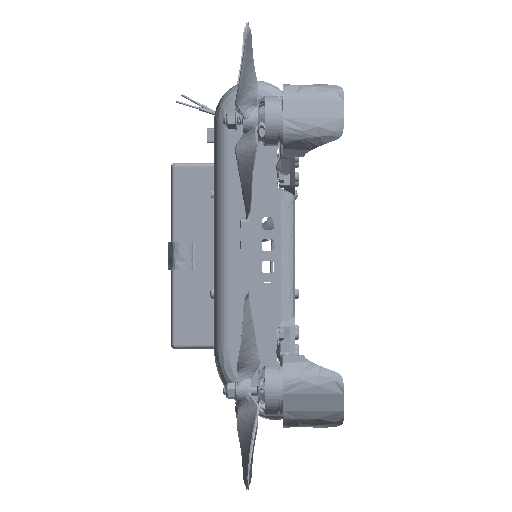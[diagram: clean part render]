
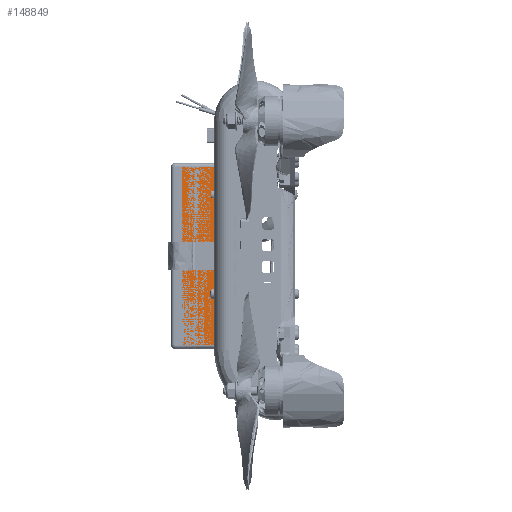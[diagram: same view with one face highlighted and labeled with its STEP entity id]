
A CAD part, left-side view. The second image highlights one B-rep face of the part: STEP entity #148849.
In plain terms, the highlighted free-form (B-spline) face has degree [1, 1] with [2, 2] control points.
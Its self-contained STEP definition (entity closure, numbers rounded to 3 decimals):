
#148849 = ADVANCED_FACE('',(#148850),#148880,.F.);
#148850 = FACE_BOUND('',#148851,.T.);
#148851 = EDGE_LOOP('',(#148852,#148861,#148868,#148875));
#148852 = ORIENTED_EDGE('',*,*,#148853,.T.);
#148853 = EDGE_CURVE('',#148854,#148856,#148858,.T.);
#148854 = VERTEX_POINT('',#148855);
#148855 = CARTESIAN_POINT('',(-24.033,56.548,
    69.978));
#148856 = VERTEX_POINT('',#148857);
#148857 = CARTESIAN_POINT('',(-24.033,84.821,
    69.978));
#148858 = B_SPLINE_CURVE_WITH_KNOTS('',1,(#148859,#148860),
  .UNSPECIFIED.,.F.,.F.,(2,2),(2.,22.),.PIECEWISE_BEZIER_KNOTS.);
#148859 = CARTESIAN_POINT('',(-24.033,56.548,
    69.978));
#148860 = CARTESIAN_POINT('',(-24.033,84.821,
    69.978));
#148861 = ORIENTED_EDGE('',*,*,#148862,.T.);
#148862 = EDGE_CURVE('',#148856,#148863,#148865,.T.);
#148863 = VERTEX_POINT('',#148864);
#148864 = CARTESIAN_POINT('',(-24.033,84.821,
    -69.978));
#148865 = B_SPLINE_CURVE_WITH_KNOTS('',1,(#148866,#148867),
  .UNSPECIFIED.,.F.,.F.,(2,2),(2.,101.),.PIECEWISE_BEZIER_KNOTS.);
#148866 = CARTESIAN_POINT('',(-24.033,84.821,
    69.978));
#148867 = CARTESIAN_POINT('',(-24.033,84.821,
    -69.978));
#148868 = ORIENTED_EDGE('',*,*,#148869,.T.);
#148869 = EDGE_CURVE('',#148863,#148870,#148872,.T.);
#148870 = VERTEX_POINT('',#148871);
#148871 = CARTESIAN_POINT('',(-24.033,56.548,
    -69.978));
#148872 = B_SPLINE_CURVE_WITH_KNOTS('',1,(#148873,#148874),
  .UNSPECIFIED.,.F.,.F.,(2,2),(-22.,-2.),.PIECEWISE_BEZIER_KNOTS.);
#148873 = CARTESIAN_POINT('',(-24.033,84.821,
    -69.978));
#148874 = CARTESIAN_POINT('',(-24.033,56.548,
    -69.978));
#148875 = ORIENTED_EDGE('',*,*,#148876,.T.);
#148876 = EDGE_CURVE('',#148870,#148854,#148877,.T.);
#148877 = B_SPLINE_CURVE_WITH_KNOTS('',1,(#148878,#148879),
  .UNSPECIFIED.,.F.,.F.,(2,2),(-101.,-2.),.PIECEWISE_BEZIER_KNOTS.);
#148878 = CARTESIAN_POINT('',(-24.033,56.548,
    -69.978));
#148879 = CARTESIAN_POINT('',(-24.033,56.548,
    69.978));
#148880 = B_SPLINE_SURFACE_WITH_KNOTS('',1,1,(
    (#148881,#148882)
    ,(#148883,#148884
  )),.UNSPECIFIED.,.F.,.F.,.F.,(2,2),(2,2),(-22.,-2.),(2.,101.),
  .PIECEWISE_BEZIER_KNOTS.);
#148881 = CARTESIAN_POINT('',(-24.033,84.821,
    69.978));
#148882 = CARTESIAN_POINT('',(-24.033,84.821,
    -69.978));
#148883 = CARTESIAN_POINT('',(-24.033,56.548,
    69.978));
#148884 = CARTESIAN_POINT('',(-24.033,56.548,
    -69.978));
